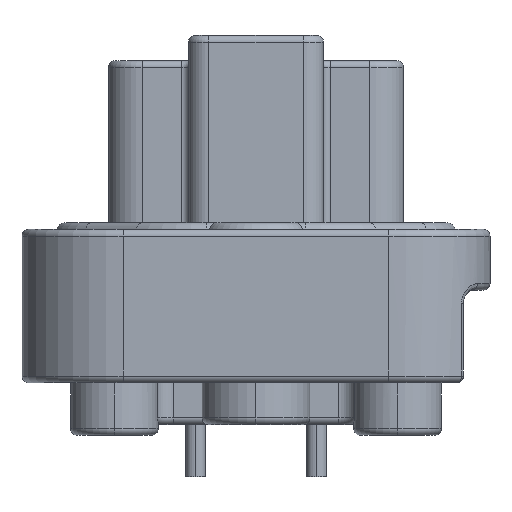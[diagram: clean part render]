
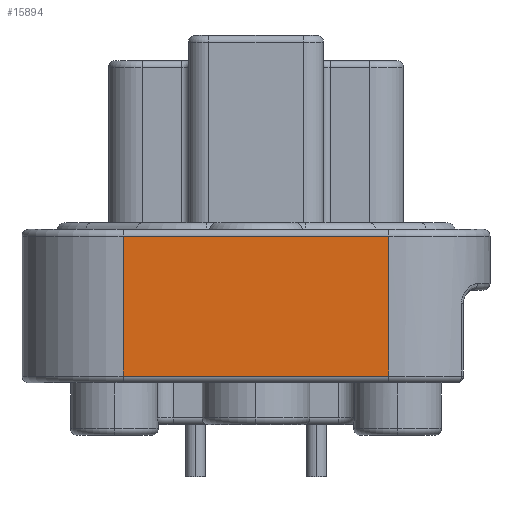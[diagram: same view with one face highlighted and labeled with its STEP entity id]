
A CAD part, left-side view. The second image highlights one B-rep face of the part: STEP entity #15894.
In plain terms, the highlighted planar face has unit normal (-1, 0, 0).
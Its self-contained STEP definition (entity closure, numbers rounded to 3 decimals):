
#2744=DIRECTION('',(0.,0.,-1.));
#2745=VECTOR('',#2744,10.541);
#2746=CARTESIAN_POINT('',(-29.604,10.008,-15.113));
#2747=LINE('',#2746,#2745);
#4646=DIRECTION('',(0.,1.,0.));
#4647=VECTOR('',#4646,20.015);
#4648=CARTESIAN_POINT('',(-29.604,-10.008,-25.654));
#4649=LINE('',#4648,#4647);
#4650=DIRECTION('',(0.,-1.,0.));
#4651=VECTOR('',#4650,20.015);
#4652=CARTESIAN_POINT('',(-29.604,10.008,-15.113));
#4653=LINE('',#4652,#4651);
#4654=DIRECTION('',(0.,0.,-1.));
#4655=VECTOR('',#4654,10.541);
#4656=CARTESIAN_POINT('',(-29.604,-10.008,-15.113));
#4657=LINE('',#4656,#4655);
#9375=CARTESIAN_POINT('',(-29.604,10.008,-15.113));
#9376=CARTESIAN_POINT('',(-29.604,-10.008,-15.113));
#9377=VERTEX_POINT('',#9375);
#9378=VERTEX_POINT('',#9376);
#11102=CARTESIAN_POINT('',(-29.604,10.008,-25.654));
#11103=VERTEX_POINT('',#11102);
#11106=CARTESIAN_POINT('',(-29.604,-10.008,-25.654));
#11107=VERTEX_POINT('',#11106);
#15882=CARTESIAN_POINT('',(-29.604,-10.008,-14.605));
#15883=DIRECTION('',(-1.,0.,0.));
#15884=DIRECTION('',(0.,1.,0.));
#15885=AXIS2_PLACEMENT_3D('',#15882,#15883,#15884);
#15886=PLANE('',#15885);
#15887=ORIENTED_EDGE('',*,*,#15876,.T.);
#15888=ORIENTED_EDGE('',*,*,#13465,.F.);
#15889=ORIENTED_EDGE('',*,*,#13351,.T.);
#15891=ORIENTED_EDGE('',*,*,#15890,.T.);
#15892=EDGE_LOOP('',(#15887,#15888,#15889,#15891));
#15893=FACE_OUTER_BOUND('',#15892,.F.);
#13351=EDGE_CURVE('',#9377,#9378,#4653,.T.);
#13465=EDGE_CURVE('',#9377,#11103,#2747,.T.);
#15876=EDGE_CURVE('',#11107,#11103,#4649,.T.);
#15890=EDGE_CURVE('',#9378,#11107,#4657,.T.);
#15894=ADVANCED_FACE('',(#15893),#15886,.T.);
